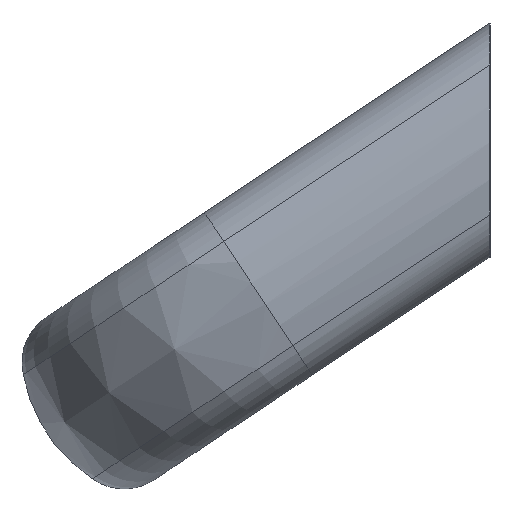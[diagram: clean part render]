
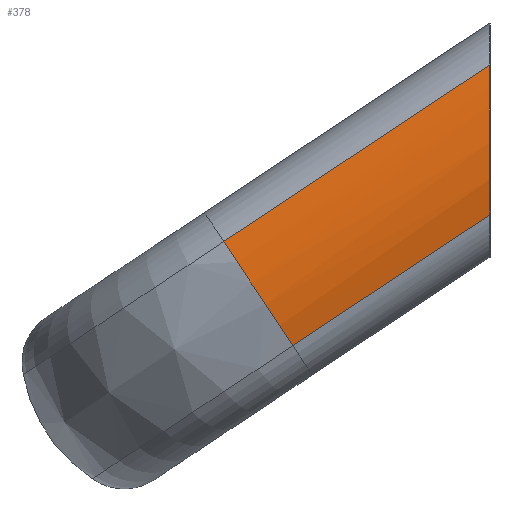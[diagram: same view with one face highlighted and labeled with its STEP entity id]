
A CAD part, left-side view. The second image highlights one B-rep face of the part: STEP entity #378.
In plain terms, the highlighted cylindrical face has radius 16.199 mm (diameter 32.399 mm), a partial arc.
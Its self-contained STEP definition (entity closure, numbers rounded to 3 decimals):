
#282=CARTESIAN_POINT('',(-69.179,0.,9.19));
#283=VERTEX_POINT('',#282);
#293=CARTESIAN_POINT('',(-69.179,0.0,-6.19));
#294=VERTEX_POINT('',#293);
#295=CARTESIAN_POINT('',(-54.301,0.0,1.5));
#296=DIRECTION('',(0.0,1.0,0.0));
#297=DIRECTION('',(0.0,0.0,-1.0));
#298=AXIS2_PLACEMENT_3D('',#295,#296,#297);
#299=ELLIPSE('',#298,19.439,16.199);
#300=EDGE_CURVE('',#294,#283,#299,.T.);
#330=CARTESIAN_POINT('',(-69.179,20.209,-19.595));
#331=VERTEX_POINT('',#330);
#332=CARTESIAN_POINT('',(-69.179,20.209,-19.595));
#333=DIRECTION('',(0.0,-0.833,0.553));
#334=VECTOR('',#333,24.251);
#335=LINE('',#332,#334);
#336=EDGE_CURVE('',#331,#294,#335,.T.);
#354=CARTESIAN_POINT('',(-54.301,23.751,-14.255));
#355=DIRECTION('',(0.,0.833,-0.553));
#356=DIRECTION('',(-0.918,-0.219,-0.33));
#357=AXIS2_PLACEMENT_3D('',#354,#355,#356);
#358=CYLINDRICAL_SURFACE('',#357,16.199);
#359=ORIENTED_EDGE('',*,*,#300,.T.);
#360=CARTESIAN_POINT('',(-69.179,27.294,-8.915));
#361=VERTEX_POINT('',#360);
#362=CARTESIAN_POINT('',(-69.179,27.294,-8.915));
#363=DIRECTION('',(0.0,-0.833,0.553));
#364=VECTOR('',#363,32.752);
#365=LINE('',#362,#364);
#366=EDGE_CURVE('',#361,#283,#365,.T.);
#367=ORIENTED_EDGE('',*,*,#366,.F.);
#368=CARTESIAN_POINT('',(-54.301,23.751,-14.255));
#369=DIRECTION('',(0.,0.833,-0.553));
#370=DIRECTION('',(-0.918,-0.219,-0.33));
#371=AXIS2_PLACEMENT_3D('',#368,#369,#370);
#372=CIRCLE('',#371,16.199);
#373=EDGE_CURVE('',#331,#361,#372,.T.);
#374=ORIENTED_EDGE('',*,*,#373,.F.);
#375=ORIENTED_EDGE('',*,*,#336,.T.);
#376=EDGE_LOOP('',(#359,#367,#374,#375));
#377=FACE_OUTER_BOUND('',#376,.T.);
#378=ADVANCED_FACE('',(#377),#358,.T.);
